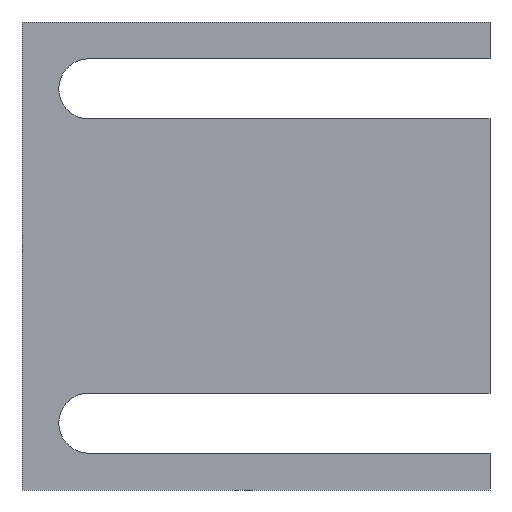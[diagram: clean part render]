
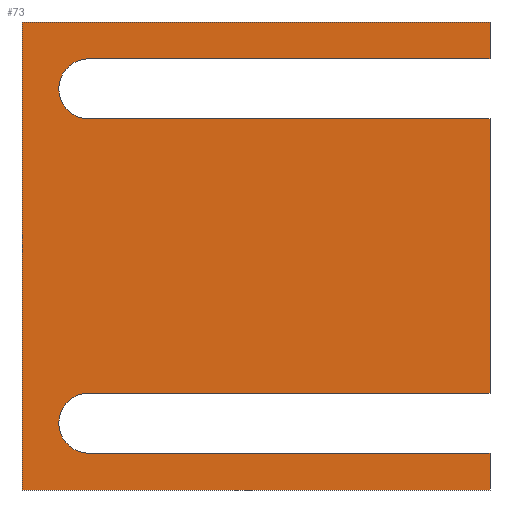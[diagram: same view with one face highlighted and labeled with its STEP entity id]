
A CAD part, left-side view. The second image highlights one B-rep face of the part: STEP entity #73.
In plain terms, the highlighted planar face has unit normal (-1, 0, 0).
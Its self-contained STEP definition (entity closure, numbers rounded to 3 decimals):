
#1 = CARTESIAN_POINT ( 'NONE',  ( 0., 140., 0. ) ) ;
#2 = DIRECTION ( 'NONE',  ( 0., 1., 0. ) ) ;
#4 = CARTESIAN_POINT ( 'NONE',  ( 0., 0., -70. ) ) ;
#16 = EDGE_CURVE ( 'NONE', #298, #295, #183, .T. ) ;
#20 = EDGE_CURVE ( 'NONE', #297, #298, #181, .T. ) ;
#23 = EDGE_CURVE ( 'NONE', #290, #289, #197, .T. ) ;
#25 = EDGE_CURVE ( 'NONE', #295, #292, #198, .T. ) ;
#27 = EDGE_CURVE ( 'NONE', #292, #291, #202, .T. ) ;
#28 = EDGE_CURVE ( 'NONE', #291, #290, #204, .T. ) ;
#31 = EDGE_CURVE ( 'NONE', #289, #288, #210, .T. ) ;
#33 = EDGE_CURVE ( 'NONE', #288, #287, #214, .T. ) ;
#35 = EDGE_CURVE ( 'NONE', #287, #286, #218, .T. ) ;
#37 = EDGE_CURVE ( 'NONE', #286, #285, #222, .T. ) ;
#38 = EDGE_CURVE ( 'NONE', #285, #284, #224, .T. ) ;
#39 = EDGE_CURVE ( 'NONE', #284, #297, #226, .T. ) ;
#40 = AXIS2_PLACEMENT_3D ( 'NONE', #315, #316, #317 ) ;
#43 = AXIS2_PLACEMENT_3D ( 'NONE', #331, #332, #333 ) ;
#52 = AXIS2_PLACEMENT_3D ( 'NONE', #376, #382, #383 ) ;
#73 = ADVANCED_FACE ( 'NONE', ( #235 ), #373, .F. ) ;
#136 = ORIENTED_EDGE ( 'NONE', *, *, #38, .F. ) ;
#137 = ORIENTED_EDGE ( 'NONE', *, *, #37, .F. ) ;
#138 = ORIENTED_EDGE ( 'NONE', *, *, #35, .F. ) ;
#139 = ORIENTED_EDGE ( 'NONE', *, *, #33, .F. ) ;
#140 = ORIENTED_EDGE ( 'NONE', *, *, #31, .F. ) ;
#141 = ORIENTED_EDGE ( 'NONE', *, *, #23, .F. ) ;
#142 = ORIENTED_EDGE ( 'NONE', *, *, #28, .F. ) ;
#143 = ORIENTED_EDGE ( 'NONE', *, *, #27, .F. ) ;
#144 = ORIENTED_EDGE ( 'NONE', *, *, #25, .F. ) ;
#145 = ORIENTED_EDGE ( 'NONE', *, *, #16, .F. ) ;
#146 = ORIENTED_EDGE ( 'NONE', *, *, #20, .F. ) ;
#147 = ORIENTED_EDGE ( 'NONE', *, *, #39, .F. ) ;
#148 = EDGE_LOOP ( 'NONE', ( #136, #137, #138, #139, #140, #141, #142, #143, #144, #145, #146, #147 ) ) ;
#181 = LINE ( 'NONE', #318, #188 ) ;
#183 = CIRCLE ( 'NONE', #40, 9. ) ;
#188 = VECTOR ( 'NONE', #325, 1000. ) ;
#197 = CIRCLE ( 'NONE', #43, 9. ) ;
#198 = LINE ( 'NONE', #336, #199 ) ;
#199 = VECTOR ( 'NONE', #337, 1000. ) ;
#202 = LINE ( 'NONE', #340, #203 ) ;
#203 = VECTOR ( 'NONE', #341, 1000. ) ;
#204 = LINE ( 'NONE', #342, #205 ) ;
#205 = VECTOR ( 'NONE', #343, 1000. ) ;
#210 = LINE ( 'NONE', #348, #211 ) ;
#211 = VECTOR ( 'NONE', #349, 1000. ) ;
#214 = LINE ( 'NONE', #352, #215 ) ;
#215 = VECTOR ( 'NONE', #353, 1000. ) ;
#218 = LINE ( 'NONE', #4, #219 ) ;
#219 = VECTOR ( 'NONE', #2, 1000. ) ;
#222 = LINE ( 'NONE', #1, #223 ) ;
#223 = VECTOR ( 'NONE', #460, 1000. ) ;
#224 = LINE ( 'NONE', #466, #225 ) ;
#225 = VECTOR ( 'NONE', #461, 1000. ) ;
#226 = LINE ( 'NONE', #462, #227 ) ;
#227 = VECTOR ( 'NONE', #464, 1000. ) ;
#235 = FACE_OUTER_BOUND ( 'NONE', #148, .T. ) ;
#284 = VERTEX_POINT ( 'NONE', #408 ) ;
#285 = VERTEX_POINT ( 'NONE', #407 ) ;
#286 = VERTEX_POINT ( 'NONE', #412 ) ;
#287 = VERTEX_POINT ( 'NONE', #404 ) ;
#288 = VERTEX_POINT ( 'NONE', #413 ) ;
#289 = VERTEX_POINT ( 'NONE', #414 ) ;
#290 = VERTEX_POINT ( 'NONE', #415 ) ;
#291 = VERTEX_POINT ( 'NONE', #416 ) ;
#292 = VERTEX_POINT ( 'NONE', #411 ) ;
#295 = VERTEX_POINT ( 'NONE', #419 ) ;
#297 = VERTEX_POINT ( 'NONE', #421 ) ;
#298 = VERTEX_POINT ( 'NONE', #422 ) ;
#315 = CARTESIAN_POINT ( 'NONE',  ( 0., 120., 50. ) ) ;
#316 = DIRECTION ( 'NONE',  ( -1., 0., 0. ) ) ;
#317 = DIRECTION ( 'NONE',  ( 0., 0., 1. ) ) ;
#318 = CARTESIAN_POINT ( 'NONE',  ( 0., 0., 59. ) ) ;
#325 = DIRECTION ( 'NONE',  ( 0., 1., 0. ) ) ;
#331 = CARTESIAN_POINT ( 'NONE',  ( 0., 120., -50. ) ) ;
#332 = DIRECTION ( 'NONE',  ( -1., 0., 0. ) ) ;
#333 = DIRECTION ( 'NONE',  ( 0., 0., 1. ) ) ;
#336 = CARTESIAN_POINT ( 'NONE',  ( 0., 0., 41. ) ) ;
#337 = DIRECTION ( 'NONE',  ( 0., -1., 0. ) ) ;
#340 = CARTESIAN_POINT ( 'NONE',  ( 0., 0., 0. ) ) ;
#341 = DIRECTION ( 'NONE',  ( 0., 0., -1. ) ) ;
#342 = CARTESIAN_POINT ( 'NONE',  ( 0., 0., -41. ) ) ;
#343 = DIRECTION ( 'NONE',  ( 0., 1., 0. ) ) ;
#348 = CARTESIAN_POINT ( 'NONE',  ( 0., 0., -59. ) ) ;
#349 = DIRECTION ( 'NONE',  ( 0., -1., 0. ) ) ;
#352 = CARTESIAN_POINT ( 'NONE',  ( 0., 0., 0. ) ) ;
#353 = DIRECTION ( 'NONE',  ( 0., 0., -1. ) ) ;
#373 = PLANE ( 'NONE',  #52 ) ;
#376 = CARTESIAN_POINT ( 'NONE',  ( 0., 0., 0. ) ) ;
#382 = DIRECTION ( 'NONE',  ( 1., 0., 0. ) ) ;
#383 = DIRECTION ( 'NONE',  ( 0., 0., -1. ) ) ;
#404 = CARTESIAN_POINT ( 'NONE',  ( 0., 0., -70. ) ) ;
#407 = CARTESIAN_POINT ( 'NONE',  ( 0., 140., 70. ) ) ;
#408 = CARTESIAN_POINT ( 'NONE',  ( 0., 0., 70. ) ) ;
#411 = CARTESIAN_POINT ( 'NONE',  ( 0., 0., 41. ) ) ;
#412 = CARTESIAN_POINT ( 'NONE',  ( 0., 140., -70. ) ) ;
#413 = CARTESIAN_POINT ( 'NONE',  ( 0., 0., -59. ) ) ;
#414 = CARTESIAN_POINT ( 'NONE',  ( 0., 120., -59. ) ) ;
#415 = CARTESIAN_POINT ( 'NONE',  ( 0., 120., -41. ) ) ;
#416 = CARTESIAN_POINT ( 'NONE',  ( 0., 0., -41. ) ) ;
#419 = CARTESIAN_POINT ( 'NONE',  ( 0., 120., 41. ) ) ;
#421 = CARTESIAN_POINT ( 'NONE',  ( 0., 0., 59. ) ) ;
#422 = CARTESIAN_POINT ( 'NONE',  ( 0., 120., 59. ) ) ;
#460 = DIRECTION ( 'NONE',  ( 0., 0., 1. ) ) ;
#461 = DIRECTION ( 'NONE',  ( 0., -1., 0. ) ) ;
#462 = CARTESIAN_POINT ( 'NONE',  ( 0., 0., 0. ) ) ;
#464 = DIRECTION ( 'NONE',  ( 0., 0., -1. ) ) ;
#466 = CARTESIAN_POINT ( 'NONE',  ( 0., 0., 70. ) ) ;
